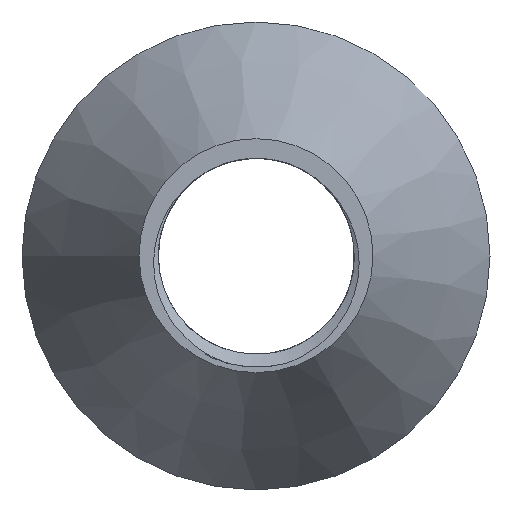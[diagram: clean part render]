
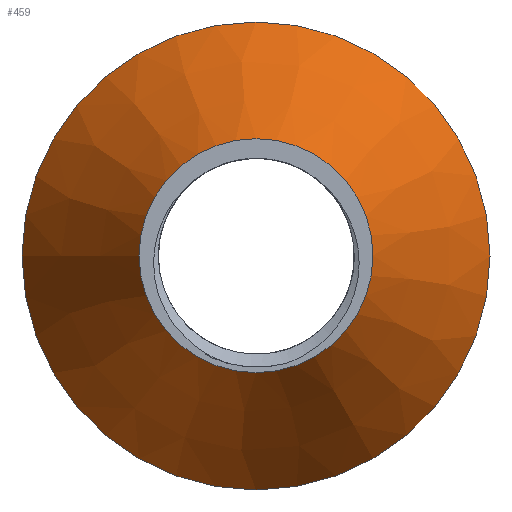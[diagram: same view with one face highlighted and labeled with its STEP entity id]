
A CAD part, top view. The second image highlights one B-rep face of the part: STEP entity #459.
In plain terms, the highlighted conical face has half-angle 29.982 degrees and reference radius 7.5 mm.
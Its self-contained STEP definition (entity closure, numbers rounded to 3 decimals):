
#15=CONICAL_SURFACE('',#503,7.5,0.523);
#46=FACE_OUTER_BOUND('',#73,.T.);
#73=EDGE_LOOP('',(#411,#412,#413,#414));
#122=CIRCLE('',#499,3.75);
#123=CIRCLE('',#502,7.5);
#142=LINE('',#2112,#161);
#161=VECTOR('',#584,7.5);
#206=VERTEX_POINT('',#2105);
#207=VERTEX_POINT('',#2109);
#274=EDGE_CURVE('',#206,#206,#122,.T.);
#275=EDGE_CURVE('',#207,#207,#123,.T.);
#276=EDGE_CURVE('',#206,#207,#142,.T.);
#411=ORIENTED_EDGE('',*,*,#274,.T.);
#412=ORIENTED_EDGE('',*,*,#276,.T.);
#413=ORIENTED_EDGE('',*,*,#275,.T.);
#414=ORIENTED_EDGE('',*,*,#276,.F.);
#459=ADVANCED_FACE('',(#46),#15,.T.);
#499=AXIS2_PLACEMENT_3D('',#2106,#574,#575);
#502=AXIS2_PLACEMENT_3D('',#2110,#580,#581);
#503=AXIS2_PLACEMENT_3D('',#2111,#582,#583);
#574=DIRECTION('center_axis',(0.,0.,-1.));
#575=DIRECTION('ref_axis',(1.,0.,0.));
#580=DIRECTION('center_axis',(0.,0.,1.));
#581=DIRECTION('ref_axis',(1.,0.,0.));
#582=DIRECTION('center_axis',(0.,0.,-1.));
#583=DIRECTION('ref_axis',(1.,0.,0.));
#584=DIRECTION('',(-0.5,0.,-0.866));
#2105=CARTESIAN_POINT('',(-3.75,0.,6.5));
#2106=CARTESIAN_POINT('Origin',(0.,0.,6.5));
#2109=CARTESIAN_POINT('',(-7.5,0.,0.));
#2110=CARTESIAN_POINT('Origin',(0.,0.,0.));
#2111=CARTESIAN_POINT('Origin',(0.,0.,0.));
#2112=CARTESIAN_POINT('',(-7.5,0.,0.));
